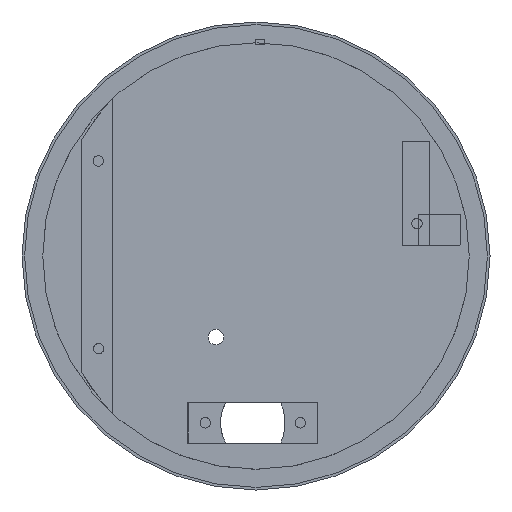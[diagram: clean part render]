
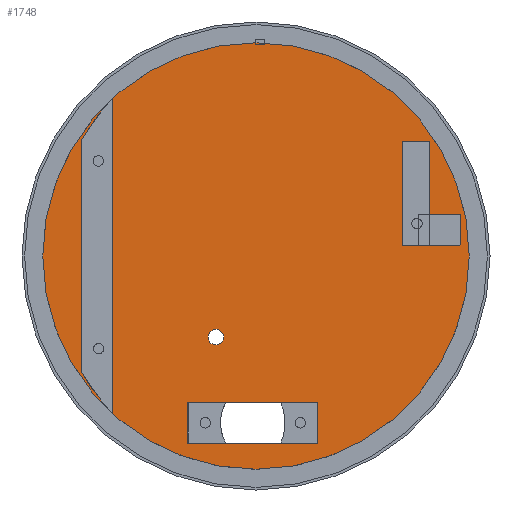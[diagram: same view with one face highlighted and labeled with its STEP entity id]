
A CAD part, left-side view. The second image highlights one B-rep face of the part: STEP entity #1748.
In plain terms, the highlighted planar face has unit normal (-1, 0, 0).
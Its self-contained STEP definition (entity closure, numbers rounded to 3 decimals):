
#62=PLANE('',#1948);
#121=FACE_BOUND('',#644,.T.);
#122=FACE_BOUND('',#645,.T.);
#123=FACE_BOUND('',#646,.T.);
#124=FACE_BOUND('',#647,.T.);
#125=FACE_BOUND('',#648,.T.);
#197=LINE('',#3446,#331);
#201=LINE('',#3453,#335);
#205=LINE('',#3465,#339);
#207=LINE('',#3468,#341);
#331=VECTOR('',#2344,10.);
#335=VECTOR('',#2350,10.);
#339=VECTOR('',#2366,10.);
#341=VECTOR('',#2370,10.);
#510=FACE_OUTER_BOUND('',#643,.T.);
#643=EDGE_LOOP('',(#1520));
#644=EDGE_LOOP('',(#1521));
#645=EDGE_LOOP('',(#1522));
#646=EDGE_LOOP('',(#1523));
#647=EDGE_LOOP('',(#1524));
#648=EDGE_LOOP('',(#1525,#1526,#1527,#1528));
#759=CIRCLE('',#1905,41.);
#760=CIRCLE('',#1907,1.5);
#768=CIRCLE('',#1927,1.);
#770=CIRCLE('',#1931,1.);
#772=CIRCLE('',#1935,0.817);
#871=VERTEX_POINT('',#3373);
#872=VERTEX_POINT('',#3377);
#886=VERTEX_POINT('',#3423);
#888=VERTEX_POINT('',#3430);
#890=VERTEX_POINT('',#3437);
#891=VERTEX_POINT('',#3444);
#892=VERTEX_POINT('',#3445);
#894=VERTEX_POINT('',#3452);
#896=VERTEX_POINT('',#3464);
#1069=EDGE_CURVE('',#871,#871,#759,.T.);
#1071=EDGE_CURVE('',#872,#872,#760,.T.);
#1094=EDGE_CURVE('',#886,#886,#768,.T.);
#1097=EDGE_CURVE('',#888,#888,#770,.T.);
#1100=EDGE_CURVE('',#890,#890,#772,.T.);
#1102=EDGE_CURVE('',#891,#892,#197,.T.);
#1106=EDGE_CURVE('',#892,#894,#201,.T.);
#1112=EDGE_CURVE('',#894,#896,#205,.T.);
#1114=EDGE_CURVE('',#896,#891,#207,.T.);
#1520=ORIENTED_EDGE('',*,*,#1069,.T.);
#1521=ORIENTED_EDGE('',*,*,#1071,.T.);
#1522=ORIENTED_EDGE('',*,*,#1094,.T.);
#1523=ORIENTED_EDGE('',*,*,#1097,.T.);
#1524=ORIENTED_EDGE('',*,*,#1100,.T.);
#1525=ORIENTED_EDGE('',*,*,#1112,.T.);
#1526=ORIENTED_EDGE('',*,*,#1114,.T.);
#1527=ORIENTED_EDGE('',*,*,#1102,.T.);
#1528=ORIENTED_EDGE('',*,*,#1106,.T.);
#1748=ADVANCED_FACE('',(#510,#121,#122,#123,#124,#125),#62,.T.);
#1905=AXIS2_PLACEMENT_3D('',#3374,#2259,#2260);
#1907=AXIS2_PLACEMENT_3D('',#3378,#2264,#2265);
#1927=AXIS2_PLACEMENT_3D('',#3425,#2317,#2318);
#1931=AXIS2_PLACEMENT_3D('',#3432,#2326,#2327);
#1935=AXIS2_PLACEMENT_3D('',#3439,#2335,#2336);
#1948=AXIS2_PLACEMENT_3D('',#3470,#2373,#2374);
#2259=DIRECTION('center_axis',(-1.,0.,0.));
#2260=DIRECTION('ref_axis',(0.,1.,0.));
#2264=DIRECTION('center_axis',(1.,0.,0.));
#2265=DIRECTION('ref_axis',(0.,0.,
-1.));
#2317=DIRECTION('center_axis',(1.,0.,0.));
#2318=DIRECTION('ref_axis',(0.,1.,0.));
#2326=DIRECTION('center_axis',(1.,0.,0.));
#2327=DIRECTION('ref_axis',(0.,1.,0.));
#2335=DIRECTION('center_axis',(1.,0.,0.));
#2336=DIRECTION('ref_axis',(0.,1.,0.));
#2344=DIRECTION('',(0.,0.,1.));
#2350=DIRECTION('',(0.,-1.,0.));
#2366=DIRECTION('',(0.,0.,-1.));
#2370=DIRECTION('',(0.,1.,0.));
#2373=DIRECTION('center_axis',(-1.,0.,0.));
#2374=DIRECTION('ref_axis',(0.,1.,0.));
#3373=CARTESIAN_POINT('',(-8.562,-37.602,0.));
#3374=CARTESIAN_POINT('Origin',(-8.562,3.398,0.));
#3377=CARTESIAN_POINT('',(-8.562,11.104,-14.111));
#3378=CARTESIAN_POINT('Origin',(-8.562,11.104,-15.611));
#3423=CARTESIAN_POINT('',(-8.562,33.335,-1.094));
#3425=CARTESIAN_POINT('Origin',(-8.562,34.335,-1.094));
#3430=CARTESIAN_POINT('',(-8.562,33.097,5.126));
#3432=CARTESIAN_POINT('Origin',(-8.562,34.097,5.126));
#3437=CARTESIAN_POINT('',(-8.562,32.378,1.612));
#3439=CARTESIAN_POINT('Origin',(-8.562,33.195,1.612));
#3444=CARTESIAN_POINT('',(-8.562,16.53,-36.091));
#3445=CARTESIAN_POINT('',(-8.562,16.53,-28.091));
#3446=CARTESIAN_POINT('',(-8.562,16.53,-16.045));
#3452=CARTESIAN_POINT('',(-8.562,-8.47,-28.091));
#3453=CARTESIAN_POINT('',(-8.562,3.714,-28.091));
#3464=CARTESIAN_POINT('',(-8.562,-8.47,-36.091));
#3465=CARTESIAN_POINT('',(-8.562,-8.47,-16.045));
#3468=CARTESIAN_POINT('',(-8.562,3.714,-36.091));
#3470=CARTESIAN_POINT('Origin',(-8.562,3.398,0.));
